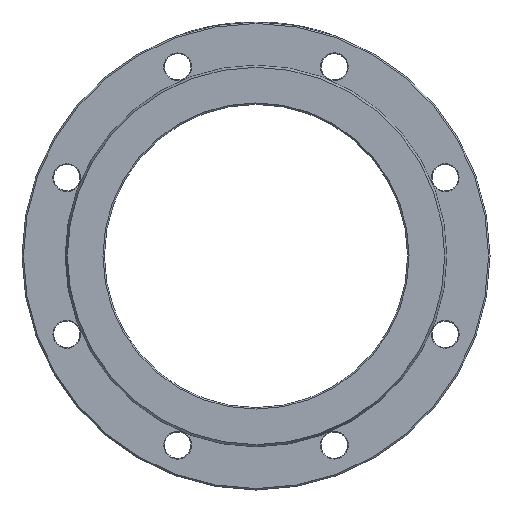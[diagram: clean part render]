
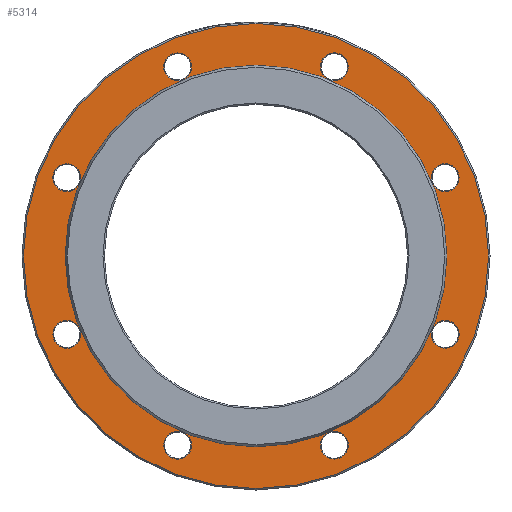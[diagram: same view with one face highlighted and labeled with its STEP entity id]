
A CAD part, left-side view. The second image highlights one B-rep face of the part: STEP entity #5314.
In plain terms, the highlighted planar face has unit normal (-1, 0, 0).
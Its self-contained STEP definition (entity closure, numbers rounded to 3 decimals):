
#35 = CARTESIAN_POINT ( 'NONE',  ( 3., 130.463, 0. ) ) ;
#123 = FACE_BOUND ( 'NONE', #4722, .T. ) ;
#162 = CARTESIAN_POINT ( 'NONE',  ( 3., -53.576, 129.343 ) ) ;
#184 = AXIS2_PLACEMENT_3D ( 'NONE', #750, #2998, #3885 ) ;
#220 = VERTEX_POINT ( 'NONE', #2160 ) ;
#247 = EDGE_CURVE ( 'NONE', #2018, #2018, #4129, .T. ) ;
#278 = VERTEX_POINT ( 'NONE', #783 ) ;
#298 = AXIS2_PLACEMENT_3D ( 'NONE', #162, #1983, #4924 ) ;
#308 = AXIS2_PLACEMENT_3D ( 'NONE', #4459, #5855, #3222 ) ;
#528 = DIRECTION ( 'NONE',  ( 1., 0., 0. ) ) ;
#537 = FACE_BOUND ( 'NONE', #4474, .T. ) ;
#631 = AXIS2_PLACEMENT_3D ( 'NONE', #35, #2875, #2362 ) ;
#696 = VERTEX_POINT ( 'NONE', #4336 ) ;
#728 = CARTESIAN_POINT ( 'NONE',  ( 3., -46.858, 136.061 ) ) ;
#748 = CARTESIAN_POINT ( 'NONE',  ( 3., 129.343, -53.576 ) ) ;
#750 = CARTESIAN_POINT ( 'NONE',  ( 3., 129.343, 53.576 ) ) ;
#783 = CARTESIAN_POINT ( 'NONE',  ( 3., -129.343, 63.076 ) ) ;
#841 = EDGE_LOOP ( 'NONE', ( #875 ) ) ;
#875 = ORIENTED_EDGE ( 'NONE', *, *, #3715, .T. ) ;
#926 = FACE_BOUND ( 'NONE', #3159, .T. ) ;
#984 = CARTESIAN_POINT ( 'NONE',  ( 3., -129.343, 53.576 ) ) ;
#1015 = EDGE_LOOP ( 'NONE', ( #3002 ) ) ;
#1107 = DIRECTION ( 'NONE',  ( 0., 0., -1. ) ) ;
#1199 = EDGE_CURVE ( 'NONE', #5167, #5167, #5653, .T. ) ;
#1248 = DIRECTION ( 'NONE',  ( 0., 0., 1. ) ) ;
#1294 = AXIS2_PLACEMENT_3D ( 'NONE', #984, #4094, #4599 ) ;
#1315 = ORIENTED_EDGE ( 'NONE', *, *, #247, .T. ) ;
#1405 = DIRECTION ( 'NONE',  ( 0., -1., 0. ) ) ;
#1483 = DIRECTION ( 'NONE',  ( 0., -0.707, 0.707 ) ) ;
#1499 = ORIENTED_EDGE ( 'NONE', *, *, #5341, .T. ) ;
#1510 = CARTESIAN_POINT ( 'NONE',  ( 3., -129.343, -53.576 ) ) ;
#1555 = DIRECTION ( 'NONE',  ( 1., 0., 0. ) ) ;
#1590 = EDGE_LOOP ( 'NONE', ( #3738 ) ) ;
#1711 = CARTESIAN_POINT ( 'NONE',  ( 3., 129.343, -63.076 ) ) ;
#1778 = CARTESIAN_POINT ( 'NONE',  ( 3., 53.576, 129.343 ) ) ;
#1884 = FACE_BOUND ( 'NONE', #1015, .T. ) ;
#1906 = CIRCLE ( 'NONE', #3146, 9.5 ) ;
#1983 = DIRECTION ( 'NONE',  ( 1., 0., 0. ) ) ;
#2018 = VERTEX_POINT ( 'NONE', #3777 ) ;
#2047 = CARTESIAN_POINT ( 'NONE',  ( 3., -63.076, -129.343 ) ) ;
#2160 = CARTESIAN_POINT ( 'NONE',  ( 3., 63.076, 129.343 ) ) ;
#2271 = EDGE_LOOP ( 'NONE', ( #4407 ) ) ;
#2362 = DIRECTION ( 'NONE',  ( 0., 0., -1. ) ) ;
#2479 = AXIS2_PLACEMENT_3D ( 'NONE', #4563, #5508, #1405 ) ;
#2480 = EDGE_CURVE ( 'NONE', #2521, #2521, #2888, .T. ) ;
#2521 = VERTEX_POINT ( 'NONE', #728 ) ;
#2540 = EDGE_LOOP ( 'NONE', ( #4173 ) ) ;
#2735 = CIRCLE ( 'NONE', #1294, 9.5 ) ;
#2831 = CIRCLE ( 'NONE', #2924, 9.5 ) ;
#2875 = DIRECTION ( 'NONE',  ( 1., 0., 0. ) ) ;
#2888 = CIRCLE ( 'NONE', #298, 9.5 ) ;
#2915 = EDGE_LOOP ( 'NONE', ( #1499 ) ) ;
#2924 = AXIS2_PLACEMENT_3D ( 'NONE', #748, #1555, #1107 ) ;
#2925 = DIRECTION ( 'NONE',  ( 1., 0., 0. ) ) ;
#2998 = DIRECTION ( 'NONE',  ( 1., 0., 0. ) ) ;
#3002 = ORIENTED_EDGE ( 'NONE', *, *, #5094, .T. ) ;
#3146 = AXIS2_PLACEMENT_3D ( 'NONE', #1778, #2925, #4792 ) ;
#3152 = CARTESIAN_POINT ( 'NONE',  ( 3., 53.576, -129.343 ) ) ;
#3159 = EDGE_LOOP ( 'NONE', ( #5537 ) ) ;
#3177 = EDGE_CURVE ( 'NONE', #5753, #5753, #4566, .T. ) ;
#3222 = DIRECTION ( 'NONE',  ( 0., 0., -1. ) ) ;
#3264 = FACE_BOUND ( 'NONE', #2915, .T. ) ;
#3620 = AXIS2_PLACEMENT_3D ( 'NONE', #3152, #5435, #3685 ) ;
#3653 = EDGE_CURVE ( 'NONE', #220, #220, #1906, .T. ) ;
#3685 = DIRECTION ( 'NONE',  ( 0., -0.707, -0.707 ) ) ;
#3700 = FACE_BOUND ( 'NONE', #2540, .T. ) ;
#3715 = EDGE_CURVE ( 'NONE', #5253, #5253, #3997, .T. ) ;
#3738 = ORIENTED_EDGE ( 'NONE', *, *, #4198, .T. ) ;
#3777 = CARTESIAN_POINT ( 'NONE',  ( 3., 0., -159. ) ) ;
#3841 = AXIS2_PLACEMENT_3D ( 'NONE', #1510, #528, #1483 ) ;
#3885 = DIRECTION ( 'NONE',  ( 0., 0.707, -0.707 ) ) ;
#3936 = CARTESIAN_POINT ( 'NONE',  ( 3., 0., 0. ) ) ;
#3977 = CARTESIAN_POINT ( 'NONE',  ( 3., 46.858, -136.061 ) ) ;
#3997 = CIRCLE ( 'NONE', #3620, 9.5 ) ;
#4022 = ORIENTED_EDGE ( 'NONE', *, *, #2480, .T. ) ;
#4094 = DIRECTION ( 'NONE',  ( 1., 0., 0. ) ) ;
#4123 = FACE_BOUND ( 'NONE', #841, .T. ) ;
#4129 = CIRCLE ( 'NONE', #308, 159. ) ;
#4173 = ORIENTED_EDGE ( 'NONE', *, *, #4480, .T. ) ;
#4198 = EDGE_CURVE ( 'NONE', #4307, #4307, #4282, .T. ) ;
#4282 = CIRCLE ( 'NONE', #2479, 9.5 ) ;
#4307 = VERTEX_POINT ( 'NONE', #2047 ) ;
#4336 = CARTESIAN_POINT ( 'NONE',  ( 3., -136.061, -46.858 ) ) ;
#4380 = DIRECTION ( 'NONE',  ( -1., 0., 0. ) ) ;
#4393 = VERTEX_POINT ( 'NONE', #1711 ) ;
#4407 = ORIENTED_EDGE ( 'NONE', *, *, #1199, .F. ) ;
#4459 = CARTESIAN_POINT ( 'NONE',  ( 3., 0., 0. ) ) ;
#4474 = EDGE_LOOP ( 'NONE', ( #5430 ) ) ;
#4480 = EDGE_CURVE ( 'NONE', #696, #696, #5352, .T. ) ;
#4563 = CARTESIAN_POINT ( 'NONE',  ( 3., -53.576, -129.343 ) ) ;
#4566 = CIRCLE ( 'NONE', #184, 9.5 ) ;
#4567 = FACE_BOUND ( 'NONE', #1590, .T. ) ;
#4599 = DIRECTION ( 'NONE',  ( 0., 0., 1. ) ) ;
#4629 = PLANE ( 'NONE',  #631 ) ;
#4673 = CARTESIAN_POINT ( 'NONE',  ( 3., 0., 130.463 ) ) ;
#4722 = EDGE_LOOP ( 'NONE', ( #4022 ) ) ;
#4773 = EDGE_LOOP ( 'NONE', ( #1315 ) ) ;
#4792 = DIRECTION ( 'NONE',  ( 0., 1., 0. ) ) ;
#4924 = DIRECTION ( 'NONE',  ( 0., 0.707, 0.707 ) ) ;
#5067 = FACE_OUTER_BOUND ( 'NONE', #4773, .T. ) ;
#5094 = EDGE_CURVE ( 'NONE', #4393, #4393, #2831, .T. ) ;
#5167 = VERTEX_POINT ( 'NONE', #4673 ) ;
#5253 = VERTEX_POINT ( 'NONE', #3977 ) ;
#5278 = AXIS2_PLACEMENT_3D ( 'NONE', #3936, #4380, #1248 ) ;
#5285 = CARTESIAN_POINT ( 'NONE',  ( 3., 136.061, 46.858 ) ) ;
#5314 = ADVANCED_FACE ( 'NONE', ( #537, #926, #123, #3264, #3700, #4567, #4123, #1884, #5067, #5513 ), #4629, .F. ) ;
#5341 = EDGE_CURVE ( 'NONE', #278, #278, #2735, .T. ) ;
#5352 = CIRCLE ( 'NONE', #3841, 9.5 ) ;
#5430 = ORIENTED_EDGE ( 'NONE', *, *, #3177, .T. ) ;
#5435 = DIRECTION ( 'NONE',  ( 1., 0., 0. ) ) ;
#5508 = DIRECTION ( 'NONE',  ( 1., 0., 0. ) ) ;
#5513 = FACE_BOUND ( 'NONE', #2271, .T. ) ;
#5537 = ORIENTED_EDGE ( 'NONE', *, *, #3653, .T. ) ;
#5653 = CIRCLE ( 'NONE', #5278, 130.463 ) ;
#5753 = VERTEX_POINT ( 'NONE', #5285 ) ;
#5855 = DIRECTION ( 'NONE',  ( -1., 0., 0. ) ) ;
